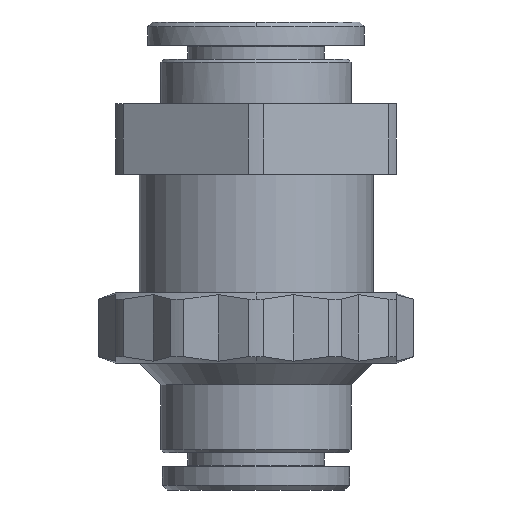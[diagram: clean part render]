
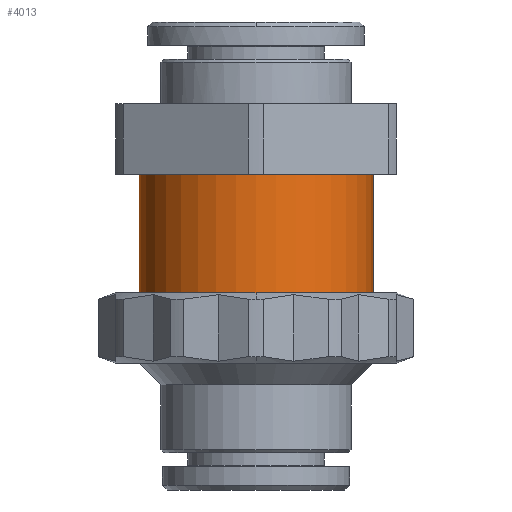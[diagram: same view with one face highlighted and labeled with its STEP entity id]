
A CAD part, front view. The second image highlights one B-rep face of the part: STEP entity #4013.
In plain terms, the highlighted cylindrical face has radius 10 mm (diameter 20 mm), a partial arc.
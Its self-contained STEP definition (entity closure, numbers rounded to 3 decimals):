
#732 = VERTEX_POINT ( 'NONE', #7050 ) ;
#767 = VECTOR ( 'NONE', #22569, 1000. ) ;
#1516 = VERTEX_POINT ( 'NONE', #2599 ) ;
#2106 = CARTESIAN_POINT ( 'NONE',  ( 0., -10., -0.575 ) ) ;
#2328 = VERTEX_POINT ( 'NONE', #13066 ) ;
#2599 = CARTESIAN_POINT ( 'NONE',  ( 0., -10., 7.5 ) ) ;
#3030 = EDGE_CURVE ( 'NONE', #732, #1516, #21514, .T. ) ;
#3843 = VECTOR ( 'NONE', #25903, 1000. ) ;
#3908 = CARTESIAN_POINT ( 'NONE',  ( 0., -10., -2.65 ) ) ;
#4013 = ADVANCED_FACE ( 'NONE', ( #17341 ), #12077, .T. ) ;
#4543 = CARTESIAN_POINT ( 'NONE',  ( 0., 0., -2.65 ) ) ;
#4891 = LINE ( 'NONE', #8311, #767 ) ;
#5565 = AXIS2_PLACEMENT_3D ( 'NONE', #30511, #6431, #28123 ) ;
#6431 = DIRECTION ( 'NONE',  ( 0., 0., 1. ) ) ;
#7050 = CARTESIAN_POINT ( 'NONE',  ( 0., 10., 7.5 ) ) ;
#8311 = CARTESIAN_POINT ( 'NONE',  ( 0., 10., -0.575 ) ) ;
#9374 = AXIS2_PLACEMENT_3D ( 'NONE', #4543, #23650, #11921 ) ;
#9474 = ORIENTED_EDGE ( 'NONE', *, *, #29880, .T. ) ;
#10084 = ORIENTED_EDGE ( 'NONE', *, *, #3030, .T. ) ;
#11921 = DIRECTION ( 'NONE',  ( 0., -1., 0. ) ) ;
#12077 = CYLINDRICAL_SURFACE ( 'NONE', #5565, 10. ) ;
#12681 = EDGE_CURVE ( 'NONE', #21366, #2328, #17173, .T. ) ;
#13066 = CARTESIAN_POINT ( 'NONE',  ( 0., 10., -2.65 ) ) ;
#13351 = AXIS2_PLACEMENT_3D ( 'NONE', #18131, #20554, #15651 ) ;
#15651 = DIRECTION ( 'NONE',  ( 0., -1., 0. ) ) ;
#17173 = CIRCLE ( 'NONE', #9374, 10. ) ;
#17341 = FACE_OUTER_BOUND ( 'NONE', #17505, .T. ) ;
#17505 = EDGE_LOOP ( 'NONE', ( #25736, #9474, #10084, #22906 ) ) ;
#18131 = CARTESIAN_POINT ( 'NONE',  ( 0., 0., 7.5 ) ) ;
#18763 = LINE ( 'NONE', #2106, #3843 ) ;
#20554 = DIRECTION ( 'NONE',  ( 0., 0., -1. ) ) ;
#21366 = VERTEX_POINT ( 'NONE', #3908 ) ;
#21514 = CIRCLE ( 'NONE', #13351, 10. ) ;
#22569 = DIRECTION ( 'NONE',  ( 0., 0., 1. ) ) ;
#22906 = ORIENTED_EDGE ( 'NONE', *, *, #23531, .F. ) ;
#23531 = EDGE_CURVE ( 'NONE', #21366, #1516, #18763, .T. ) ;
#23650 = DIRECTION ( 'NONE',  ( 0., 0., 1. ) ) ;
#25736 = ORIENTED_EDGE ( 'NONE', *, *, #12681, .T. ) ;
#25903 = DIRECTION ( 'NONE',  ( 0., 0., 1. ) ) ;
#28123 = DIRECTION ( 'NONE',  ( 0., -1., 0. ) ) ;
#29880 = EDGE_CURVE ( 'NONE', #2328, #732, #4891, .T. ) ;
#30511 = CARTESIAN_POINT ( 'NONE',  ( 0., 0., -0.575 ) ) ;
